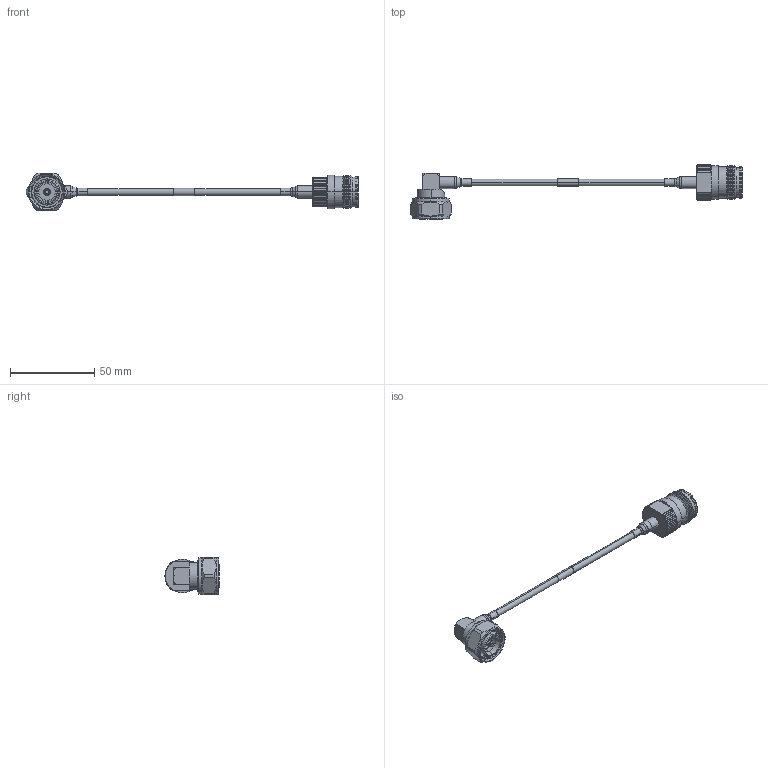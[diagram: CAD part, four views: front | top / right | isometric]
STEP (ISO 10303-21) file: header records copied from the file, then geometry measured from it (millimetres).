
FILE_DESCRIPTION (( 'STEP AP214' ), '1' );
FILE_NAME ('PE3C7957_3D.STEP', '2021-04-08T20:28:36', ( '' ), ( '' ), 'SwSTEP 2.0', 'SolidWorks 2020', '' );
FILE_SCHEMA (( 'AUTOMOTIVE_DESIGN' ));
Length unit declared in the file: inch
Products named in the file (5): TC-402-4310F-LP-PE; TC-402-4310M-RA-LP-PE; PE3C7957_3D; TFT-402_WITH LABEL; TFT-402-MA1
Assembly tree (5 placements, depth 2):
  PE3C7957_3D
    TFT-402_WITH LABEL
    TFT-402-MA1  x2
    TC-402-4310M-RA-LP-PE
    TC-402-4310F-LP-PE
Bounding box: 196.55 x 32 x 22 mm (x, y, z)
Volume: 13297.8 mm3; surface area: 12390.3 mm2
Topology: 8 solids, 9 shells, 617 faces, 1559 edges, 981 vertices
Faces by surface type: plane 202, cylinder 188, cone 153, torus 74
Entity records: 19520 total; most frequent: CARTESIAN_POINT 4850, DIRECTION 3062, ORIENTED_EDGE 3026, EDGE_CURVE 1513, AXIS2_PLACEMENT_3D 1238, VERTEX_POINT 957, CIRCLE 635, EDGE_LOOP 634
